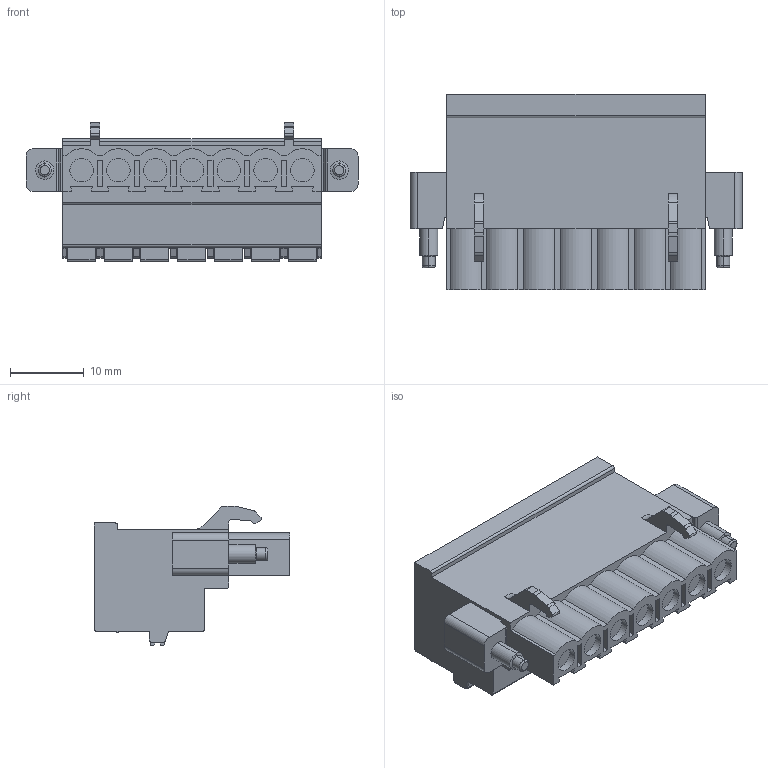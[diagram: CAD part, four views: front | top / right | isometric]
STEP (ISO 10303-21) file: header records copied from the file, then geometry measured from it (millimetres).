
FILE_DESCRIPTION((''),'2;1');
FILE_NAME('TLPSW-201RL-XXP-X','2024-09-23T14:39:08',('tluser'),(''),'CREO PARAMETRIC BY PTC INC, 2018100','CREO PARAMETRIC BY PTC INC, 2018100','');
FILE_SCHEMA(('CONFIG_CONTROL_DESIGN'));
Length unit declared in the file: millimetre
Products named in the file (1): TLPSW-201RL-XXP-X
Bounding box: 45.1 x 26.6 x 19 mm (x, y, z)
Volume: 9876 mm3; surface area: 4965.1 mm2
Topology: 1 solids, 1 shells, 475 faces, 1233 edges, 818 vertices
Faces by surface type: plane 307, cylinder 160, cone 4, torus 4
Entity records: 14565 total; most frequent: CARTESIAN_POINT 2526, DIRECTION 2519, ORIENTED_EDGE 2466, EDGE_CURVE 1233, VECTOR 897, LINE 897, VERTEX_POINT 818, AXIS2_PLACEMENT_3D 811
